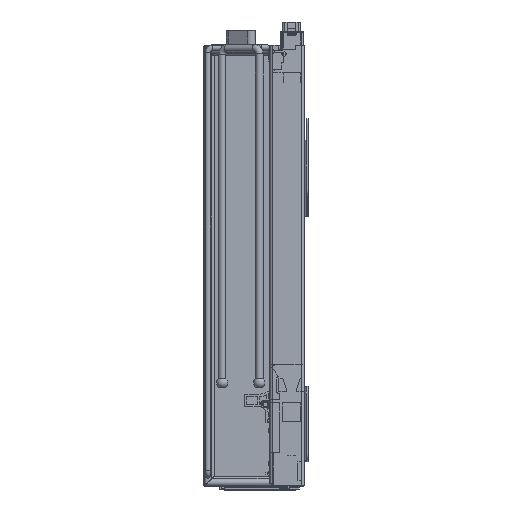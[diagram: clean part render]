
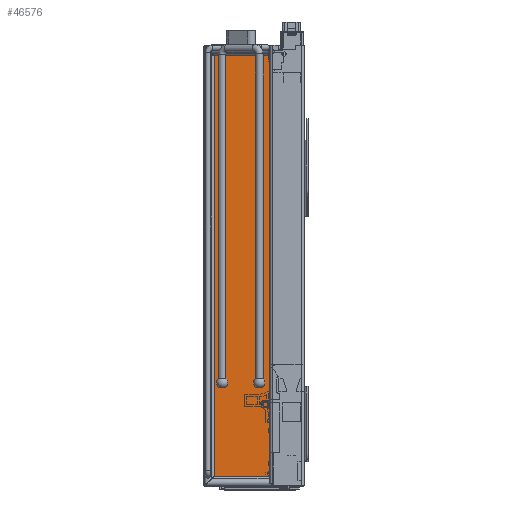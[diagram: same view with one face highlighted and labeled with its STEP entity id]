
A CAD part, top view. The second image highlights one B-rep face of the part: STEP entity #46576.
In plain terms, the highlighted planar face has unit normal (0, 0, 1).
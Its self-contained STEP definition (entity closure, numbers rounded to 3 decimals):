
#1824=LINE('',#67912,#6692);
#1825=LINE('',#67914,#6693);
#1826=LINE('',#67916,#6694);
#1827=LINE('',#67917,#6695);
#6692=VECTOR('',#54493,83.);
#6693=VECTOR('',#54494,437.);
#6694=VECTOR('',#54495,83.);
#6695=VECTOR('',#54496,437.);
#11889=FACE_OUTER_BOUND('',#14031,.T.);
#14031=EDGE_LOOP('',(#32877,#32878,#32879,#32880));
#18670=VERTEX_POINT('',#67910);
#18671=VERTEX_POINT('',#67911);
#18672=VERTEX_POINT('',#67913);
#18673=VERTEX_POINT('',#67915);
#24335=EDGE_CURVE('',#18670,#18671,#1824,.T.);
#24336=EDGE_CURVE('',#18672,#18670,#1825,.T.);
#24337=EDGE_CURVE('',#18673,#18672,#1826,.T.);
#24338=EDGE_CURVE('',#18671,#18673,#1827,.T.);
#32877=ORIENTED_EDGE('',*,*,#24335,.F.);
#32878=ORIENTED_EDGE('',*,*,#24336,.F.);
#32879=ORIENTED_EDGE('',*,*,#24337,.F.);
#32880=ORIENTED_EDGE('',*,*,#24338,.F.);
#43549=PLANE('',#48917);
#46576=ADVANCED_FACE('',(#11889),#43549,.F.);
#48917=AXIS2_PLACEMENT_3D('',#67909,#54491,#54492);
#54491=DIRECTION('center_axis',(0.,0.,-1.));
#54492=DIRECTION('ref_axis',(1.,0.,0.));
#54493=DIRECTION('',(-1.,0.,0.));
#54494=DIRECTION('',(0.,-1.,0.));
#54495=DIRECTION('',(1.,0.,0.));
#54496=DIRECTION('',(0.,1.,0.));
#67909=CARTESIAN_POINT('Origin',(-56.2,232.7,47.8));
#67910=CARTESIAN_POINT('',(-14.7,14.2,47.8));
#67911=CARTESIAN_POINT('',(-97.7,14.2,47.8));
#67912=CARTESIAN_POINT('',(-14.7,14.2,47.8));
#67913=CARTESIAN_POINT('',(-14.7,451.2,47.8));
#67914=CARTESIAN_POINT('',(-14.7,451.2,47.8));
#67915=CARTESIAN_POINT('',(-97.7,451.2,47.8));
#67916=CARTESIAN_POINT('',(-97.7,451.2,47.8));
#67917=CARTESIAN_POINT('',(-97.7,14.2,47.8));
